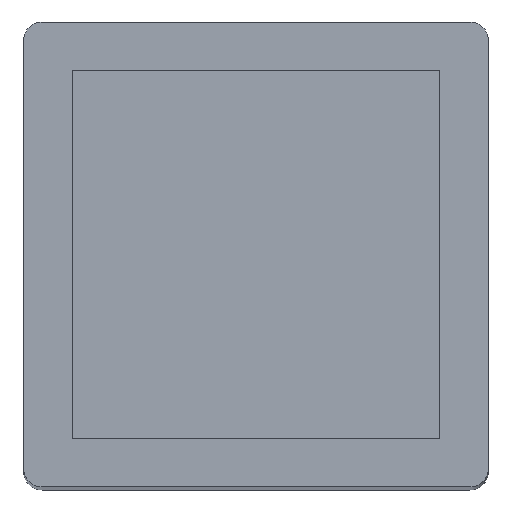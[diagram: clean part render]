
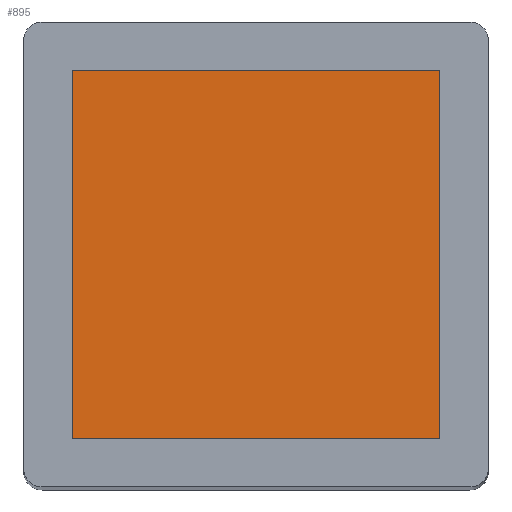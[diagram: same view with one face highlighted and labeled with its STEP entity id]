
A CAD part, top view. The second image highlights one B-rep face of the part: STEP entity #895.
In plain terms, the highlighted planar face has unit normal (0, 0, 1).
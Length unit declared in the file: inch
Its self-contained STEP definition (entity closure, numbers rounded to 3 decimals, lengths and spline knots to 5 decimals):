
#38 = ORIENTED_EDGE ( 'NONE', *, *, #970, .T. ) ;
#287 = DIRECTION ( 'NONE',  ( -1., 0., 0. ) ) ;
#500 = LINE ( 'NONE', #2951, #9641 ) ;
#639 = VECTOR ( 'NONE', #7878, 39.37008 ) ;
#895 = ADVANCED_FACE ( 'NONE', ( #10606 ), #5191, .T. ) ;
#970 = EDGE_CURVE ( 'NONE', #6310, #5943, #2994, .T. ) ;
#1972 = CARTESIAN_POINT ( 'NONE',  ( 0.02896, 0.23037, -0.25748 ) ) ;
#2209 = CARTESIAN_POINT ( 'NONE',  ( 0.02896, 1.78549, -0.25748 ) ) ;
#2632 = DIRECTION ( 'NONE',  ( 1., 0., 0. ) ) ;
#2719 = CARTESIAN_POINT ( 'NONE',  ( 1.58408, 1.78549, -0.25748 ) ) ;
#2912 = VERTEX_POINT ( 'NONE', #2719 ) ;
#2951 = CARTESIAN_POINT ( 'NONE',  ( 1.58408, 1.00793, -0.25748 ) ) ;
#2956 = CARTESIAN_POINT ( 'NONE',  ( 1.58408, 0.23037, -0.25748 ) ) ;
#2994 = LINE ( 'NONE', #9652, #639 ) ;
#3127 = ORIENTED_EDGE ( 'NONE', *, *, #7036, .T. ) ;
#3782 = VERTEX_POINT ( 'NONE', #2209 ) ;
#3825 = CARTESIAN_POINT ( 'NONE',  ( 0.80652, 1.78549, -0.25748 ) ) ;
#4124 = AXIS2_PLACEMENT_3D ( 'NONE', #11276, #4385, #2632 ) ;
#4180 = ORIENTED_EDGE ( 'NONE', *, *, #6855, .T. ) ;
#4385 = DIRECTION ( 'NONE',  ( 0., 0., 1. ) ) ;
#5191 = PLANE ( 'NONE',  #4124 ) ;
#5506 = EDGE_CURVE ( 'NONE', #5943, #2912, #500, .T. ) ;
#5786 = ORIENTED_EDGE ( 'NONE', *, *, #5506, .T. ) ;
#5943 = VERTEX_POINT ( 'NONE', #2956 ) ;
#6310 = VERTEX_POINT ( 'NONE', #1972 ) ;
#6579 = LINE ( 'NONE', #3825, #8641 ) ;
#6810 = CARTESIAN_POINT ( 'NONE',  ( 0.02896, 1.00793, -0.25748 ) ) ;
#6855 = EDGE_CURVE ( 'NONE', #2912, #3782, #6579, .T. ) ;
#7036 = EDGE_CURVE ( 'NONE', #3782, #6310, #9334, .T. ) ;
#7237 = VECTOR ( 'NONE', #7705, 39.37008 ) ;
#7705 = DIRECTION ( 'NONE',  ( 0., -1., 0. ) ) ;
#7878 = DIRECTION ( 'NONE',  ( 1., 0., 0. ) ) ;
#8641 = VECTOR ( 'NONE', #287, 39.37008 ) ;
#9232 = DIRECTION ( 'NONE',  ( 0., 1., 0. ) ) ;
#9334 = LINE ( 'NONE', #6810, #7237 ) ;
#9641 = VECTOR ( 'NONE', #9232, 39.37008 ) ;
#9646 = EDGE_LOOP ( 'NONE', ( #38, #5786, #4180, #3127 ) ) ;
#9652 = CARTESIAN_POINT ( 'NONE',  ( 0.80652, 0.23037, -0.25748 ) ) ;
#10606 = FACE_OUTER_BOUND ( 'NONE', #9646, .T. ) ;
#11276 = CARTESIAN_POINT ( 'NONE',  ( 0.02896, 0.23037, -0.25748 ) ) ;
